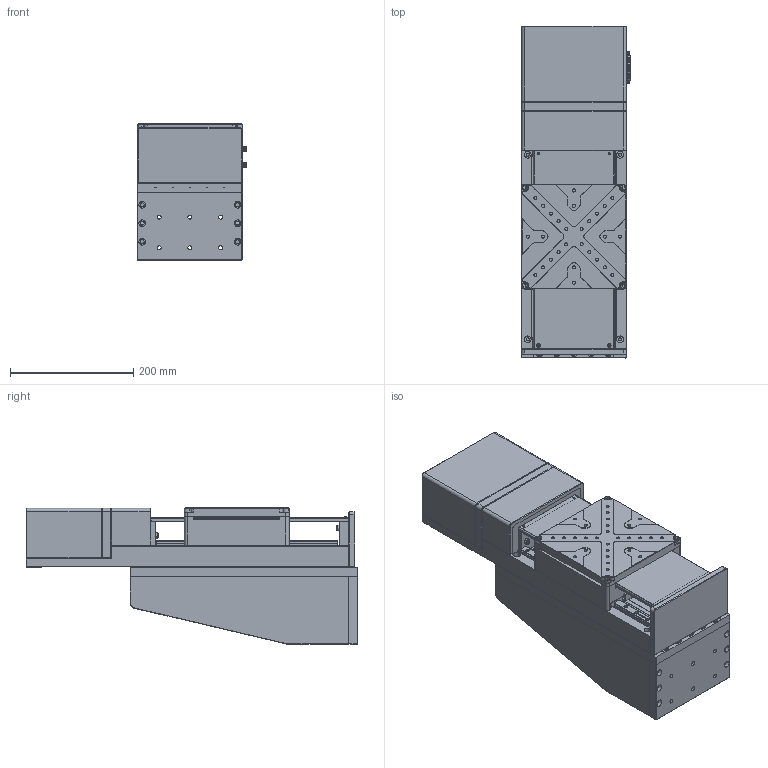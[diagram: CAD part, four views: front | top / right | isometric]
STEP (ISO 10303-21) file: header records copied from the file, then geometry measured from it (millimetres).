
FILE_DESCRIPTION (( 'STEP AP203' ), '1' );
FILE_NAME ('FMSZ170S-100.STEP', '2022-11-18T11:05:10', ( '' ), ( '' ), 'SwSTEP 2.0', 'SolidWorks 2017', '' );
FILE_SCHEMA (( 'CONFIG_CONTROL_DESIGN' ));
Length unit declared in the file: millimetre
Products named in the file (1): FMSZ170S-100
Bounding box: 176.8 x 539 x 221.5 mm (x, y, z)
Surface area: 840128.5 mm2 (no closed solid volume)
Topology: 0 solids, 124 shells, 1024 faces, 4676 edges, 3714 vertices
Faces by surface type: plane 474, cylinder 391, cone 70, bspline 63, sphere 23, torus 3
Entity records: 53090 total; most frequent: CARTESIAN_POINT 16154, DIRECTION 7467, ORIENTED_EDGE 6392, EDGE_CURVE 4622, VERTEX_POINT 3697, LINE 2655, VECTOR 2655, AXIS2_PLACEMENT_3D 2406
